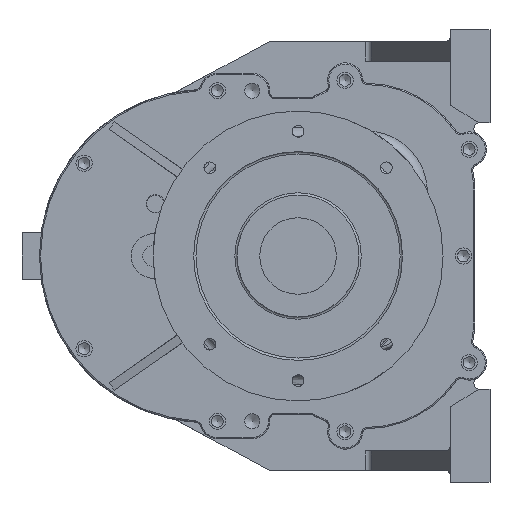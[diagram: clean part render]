
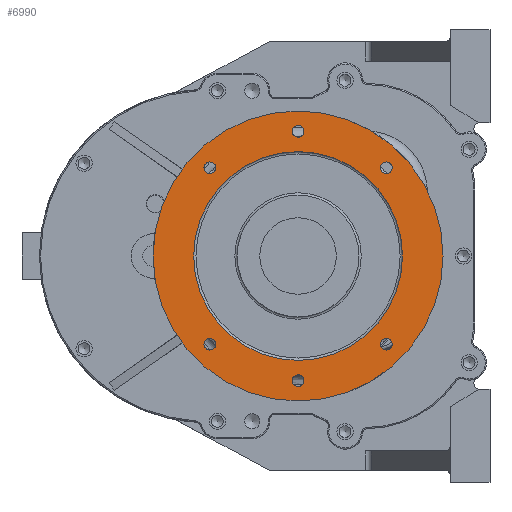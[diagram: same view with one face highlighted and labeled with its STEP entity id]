
A CAD part, left-side view. The second image highlights one B-rep face of the part: STEP entity #6990.
In plain terms, the highlighted planar face has unit normal (-1, 0, 0).
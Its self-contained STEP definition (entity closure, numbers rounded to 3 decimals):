
#136 = AXIS2_PLACEMENT_3D ( 'NONE', #11549, #11662, #13066 ) ;
#204 = DIRECTION ( 'NONE',  ( 0., 0., 1. ) ) ;
#361 = DIRECTION ( 'NONE',  ( -1., 0., 0. ) ) ;
#672 = ORIENTED_EDGE ( 'NONE', *, *, #19073, .F. ) ;
#843 = VERTEX_POINT ( 'NONE', #7428 ) ;
#1386 = VERTEX_POINT ( 'NONE', #9894 ) ;
#1593 = DIRECTION ( 'NONE',  ( -1., 0., 0. ) ) ;
#2574 = VERTEX_POINT ( 'NONE', #13896 ) ;
#2758 = ORIENTED_EDGE ( 'NONE', *, *, #11435, .F. ) ;
#2893 = CARTESIAN_POINT ( 'NONE',  ( -18., 0., -102.4 ) ) ;
#2957 = AXIS2_PLACEMENT_3D ( 'NONE', #20946, #6192, #11463 ) ;
#3085 = DIRECTION ( 'NONE',  ( -1., 0., 0. ) ) ;
#3281 = AXIS2_PLACEMENT_3D ( 'NONE', #11277, #6215, #6317 ) ;
#3435 = AXIS2_PLACEMENT_3D ( 'NONE', #6578, #19832, #204 ) ;
#3698 = DIRECTION ( 'NONE',  ( 0., 0., 1. ) ) ;
#3825 = EDGE_LOOP ( 'NONE', ( #18402 ) ) ;
#3980 = CIRCLE ( 'NONE', #2957, 90. ) ;
#4589 = FACE_BOUND ( 'NONE', #3825, .T. ) ;
#4619 = VERTEX_POINT ( 'NONE', #17666 ) ;
#4814 = FACE_BOUND ( 'NONE', #10371, .T. ) ;
#4885 = ORIENTED_EDGE ( 'NONE', *, *, #19126, .F. ) ;
#5541 = ORIENTED_EDGE ( 'NONE', *, *, #7766, .F. ) ;
#6192 = DIRECTION ( 'NONE',  ( -1., 0., 0. ) ) ;
#6193 = CIRCLE ( 'NONE', #3435, 5.1 ) ;
#6213 = EDGE_LOOP ( 'NONE', ( #15199 ) ) ;
#6215 = DIRECTION ( 'NONE',  ( -1., 0., 0. ) ) ;
#6317 = DIRECTION ( 'NONE',  ( 0., 0., 1. ) ) ;
#6530 = FACE_BOUND ( 'NONE', #21103, .T. ) ;
#6578 = CARTESIAN_POINT ( 'NONE',  ( -18., -76.014, 76.014 ) ) ;
#6587 = DIRECTION ( 'NONE',  ( 0., 0., 1. ) ) ;
#6925 = EDGE_CURVE ( 'NONE', #13382, #13382, #19118, .T. ) ;
#6990 = ADVANCED_FACE ( 'NONE', ( #4589, #8044, #8255, #6530, #19579, #19684, #4814, #21288 ), #9555, .T. ) ;
#7260 = CARTESIAN_POINT ( 'NONE',  ( -18., 76.014, 76.014 ) ) ;
#7381 = EDGE_CURVE ( 'NONE', #2574, #2574, #3980, .T. ) ;
#7428 = CARTESIAN_POINT ( 'NONE',  ( -18., 0., 112.6 ) ) ;
#7766 = EDGE_CURVE ( 'NONE', #843, #843, #20190, .T. ) ;
#7892 = EDGE_LOOP ( 'NONE', ( #20450 ) ) ;
#8044 = FACE_BOUND ( 'NONE', #14552, .T. ) ;
#8255 = FACE_BOUND ( 'NONE', #7892, .T. ) ;
#8278 = CARTESIAN_POINT ( 'NONE',  ( -18., -76.014, -76.014 ) ) ;
#9555 = PLANE ( 'NONE',  #16023 ) ;
#9894 = CARTESIAN_POINT ( 'NONE',  ( -18., 76.014, -70.914 ) ) ;
#10371 = EDGE_LOOP ( 'NONE', ( #14242 ) ) ;
#10484 = DIRECTION ( 'NONE',  ( -1., 0., 0. ) ) ;
#10676 = CARTESIAN_POINT ( 'NONE',  ( -18., 0., 125. ) ) ;
#11277 = CARTESIAN_POINT ( 'NONE',  ( -18., 0., 0. ) ) ;
#11435 = EDGE_CURVE ( 'NONE', #17356, #17356, #6193, .T. ) ;
#11463 = DIRECTION ( 'NONE',  ( 0., 0., 1. ) ) ;
#11549 = CARTESIAN_POINT ( 'NONE',  ( -18., 0., -107.5 ) ) ;
#11662 = DIRECTION ( 'NONE',  ( -1., 0., 0. ) ) ;
#11930 = DIRECTION ( 'NONE',  ( 0., 0., 1. ) ) ;
#12834 = DIRECTION ( 'NONE',  ( -1., 0., 0. ) ) ;
#12874 = CIRCLE ( 'NONE', #18040, 5.1 ) ;
#13066 = DIRECTION ( 'NONE',  ( 0., 0., 1. ) ) ;
#13382 = VERTEX_POINT ( 'NONE', #10676 ) ;
#13896 = CARTESIAN_POINT ( 'NONE',  ( -18., 0., 90. ) ) ;
#13992 = CIRCLE ( 'NONE', #15355, 5.1 ) ;
#14242 = ORIENTED_EDGE ( 'NONE', *, *, #7381, .F. ) ;
#14506 = CARTESIAN_POINT ( 'NONE',  ( -18., -125., 0. ) ) ;
#14552 = EDGE_LOOP ( 'NONE', ( #5541 ) ) ;
#14590 = CIRCLE ( 'NONE', #15276, 5.1 ) ;
#15129 = CARTESIAN_POINT ( 'NONE',  ( -18., 76.014, -76.014 ) ) ;
#15199 = ORIENTED_EDGE ( 'NONE', *, *, #6925, .T. ) ;
#15276 = AXIS2_PLACEMENT_3D ( 'NONE', #7260, #10484, #20490 ) ;
#15355 = AXIS2_PLACEMENT_3D ( 'NONE', #8278, #1593, #11930 ) ;
#15843 = CARTESIAN_POINT ( 'NONE',  ( -18., -76.014, 81.114 ) ) ;
#16023 = AXIS2_PLACEMENT_3D ( 'NONE', #14506, #3085, #17736 ) ;
#16198 = EDGE_CURVE ( 'NONE', #17767, #17767, #13992, .T. ) ;
#16267 = CARTESIAN_POINT ( 'NONE',  ( -18., -76.014, -70.914 ) ) ;
#16479 = VERTEX_POINT ( 'NONE', #2893 ) ;
#17100 = AXIS2_PLACEMENT_3D ( 'NONE', #21025, #12834, #6587 ) ;
#17356 = VERTEX_POINT ( 'NONE', #15843 ) ;
#17666 = CARTESIAN_POINT ( 'NONE',  ( -18., 76.014, 81.114 ) ) ;
#17736 = DIRECTION ( 'NONE',  ( 0., 0., 1. ) ) ;
#17767 = VERTEX_POINT ( 'NONE', #16267 ) ;
#18040 = AXIS2_PLACEMENT_3D ( 'NONE', #15129, #361, #3698 ) ;
#18402 = ORIENTED_EDGE ( 'NONE', *, *, #19275, .F. ) ;
#18508 = EDGE_LOOP ( 'NONE', ( #672 ) ) ;
#19073 = EDGE_CURVE ( 'NONE', #1386, #1386, #12874, .T. ) ;
#19118 = CIRCLE ( 'NONE', #3281, 125. ) ;
#19126 = EDGE_CURVE ( 'NONE', #4619, #4619, #14590, .T. ) ;
#19258 = EDGE_LOOP ( 'NONE', ( #4885 ) ) ;
#19275 = EDGE_CURVE ( 'NONE', #16479, #16479, #20098, .T. ) ;
#19579 = FACE_BOUND ( 'NONE', #19258, .T. ) ;
#19684 = FACE_BOUND ( 'NONE', #18508, .T. ) ;
#19832 = DIRECTION ( 'NONE',  ( -1., 0., 0. ) ) ;
#20098 = CIRCLE ( 'NONE', #136, 5.1 ) ;
#20190 = CIRCLE ( 'NONE', #17100, 5.1 ) ;
#20450 = ORIENTED_EDGE ( 'NONE', *, *, #16198, .F. ) ;
#20490 = DIRECTION ( 'NONE',  ( 0., 0., 1. ) ) ;
#20946 = CARTESIAN_POINT ( 'NONE',  ( -18., 0., 0. ) ) ;
#21025 = CARTESIAN_POINT ( 'NONE',  ( -18., 0., 107.5 ) ) ;
#21103 = EDGE_LOOP ( 'NONE', ( #2758 ) ) ;
#21288 = FACE_OUTER_BOUND ( 'NONE', #6213, .T. ) ;
